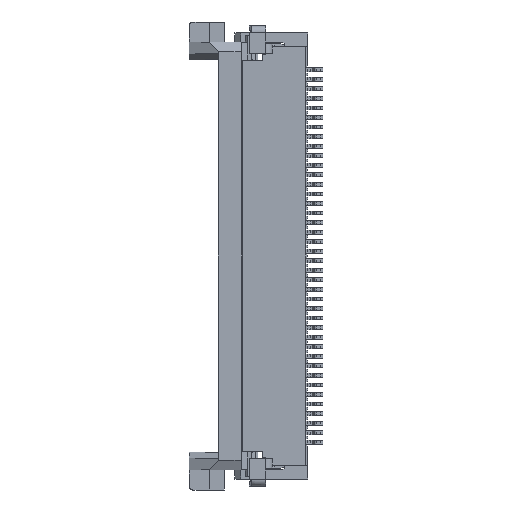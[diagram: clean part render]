
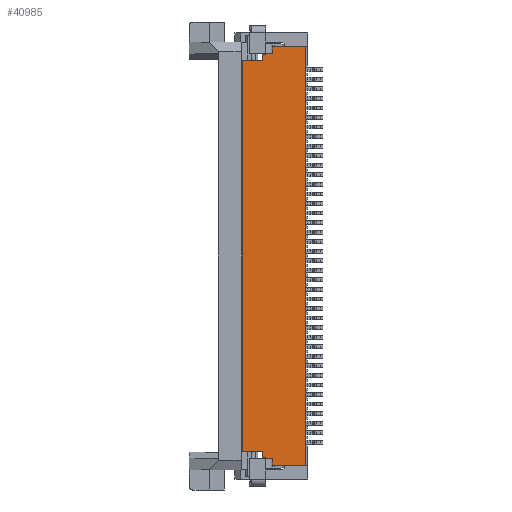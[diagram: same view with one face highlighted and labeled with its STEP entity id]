
A CAD part, left-side view. The second image highlights one B-rep face of the part: STEP entity #40985.
In plain terms, the highlighted face is planar.
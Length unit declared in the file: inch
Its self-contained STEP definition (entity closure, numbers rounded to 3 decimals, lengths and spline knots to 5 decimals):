
#499 = LINE ( 'NONE', #10574, #29162 ) ;
#631 = VECTOR ( 'NONE', #7612, 39.37008 ) ;
#1090 = EDGE_CURVE ( 'NONE', #11005, #39227, #26778, .T. ) ;
#1196 = DIRECTION ( 'NONE',  ( 0., 1., 0. ) ) ;
#1477 = CARTESIAN_POINT ( 'NONE',  ( 0.01969, 1.34843, -0.91063 ) ) ;
#1489 = VERTEX_POINT ( 'NONE', #33788 ) ;
#1577 = DIRECTION ( 'NONE',  ( 0., 1., 0. ) ) ;
#1622 = CARTESIAN_POINT ( 'NONE',  ( 0.01969, 1.34843, -0.07598 ) ) ;
#1700 = VERTEX_POINT ( 'NONE', #15986 ) ;
#1822 = LINE ( 'NONE', #4605, #631 ) ;
#1959 = VERTEX_POINT ( 'NONE', #7806 ) ;
#1999 = EDGE_CURVE ( 'NONE', #42430, #33145, #34176, .T. ) ;
#2012 = DIRECTION ( 'NONE',  ( 0., 0., 1. ) ) ;
#2219 = CARTESIAN_POINT ( 'NONE',  ( 0.01969, 1.34843, -0.08976 ) ) ;
#2615 = CARTESIAN_POINT ( 'NONE',  ( 0.01969, 1.27559, -0.92441 ) ) ;
#2784 = CARTESIAN_POINT ( 'NONE',  ( 0.01969, 1.21457, -0.96673 ) ) ;
#3350 = ORIENTED_EDGE ( 'NONE', *, *, #1090, .F. ) ;
#3550 = VERTEX_POINT ( 'NONE', #34127 ) ;
#3580 = FACE_OUTER_BOUND ( 'NONE', #27636, .T. ) ;
#3792 = VERTEX_POINT ( 'NONE', #20561 ) ;
#3882 = ORIENTED_EDGE ( 'NONE', *, *, #38355, .F. ) ;
#4431 = ORIENTED_EDGE ( 'NONE', *, *, #22377, .F. ) ;
#4435 = DIRECTION ( 'NONE',  ( 0., 0., 1. ) ) ;
#4605 = CARTESIAN_POINT ( 'NONE',  ( 0.01969, 1.26083, -0.92244 ) ) ;
#5232 = VECTOR ( 'NONE', #11565, 39.37008 ) ;
#5387 = DIRECTION ( 'NONE',  ( 0., 1., 0. ) ) ;
#5489 = CARTESIAN_POINT ( 'NONE',  ( 0.01969, 1.27312, -0.08976 ) ) ;
#6342 = VECTOR ( 'NONE', #32960, 39.37008 ) ;
#6524 = ORIENTED_EDGE ( 'NONE', *, *, #11637, .F. ) ;
#6630 = CARTESIAN_POINT ( 'NONE',  ( 0.01969, 1.34843, -0.92441 ) ) ;
#7168 = EDGE_CURVE ( 'NONE', #32811, #28701, #28063, .T. ) ;
#7612 = DIRECTION ( 'NONE',  ( 0., 0.928, -0.371 ) ) ;
#7806 = CARTESIAN_POINT ( 'NONE',  ( 0.01969, 1.21457, -0.91063 ) ) ;
#8246 = ORIENTED_EDGE ( 'NONE', *, *, #25538, .F. ) ;
#8342 = EDGE_CURVE ( 'NONE', #28701, #10576, #23171, .T. ) ;
#8350 = CARTESIAN_POINT ( 'NONE',  ( 0.01969, 1.34843, -0.93819 ) ) ;
#8477 = CARTESIAN_POINT ( 'NONE',  ( 0.01969, 1.34843, -0.10354 ) ) ;
#8587 = CARTESIAN_POINT ( 'NONE',  ( 0.01969, 1.26575, -0.08976 ) ) ;
#9461 = CARTESIAN_POINT ( 'NONE',  ( 0.01969, 1.25591, -0.92047 ) ) ;
#10017 = CARTESIAN_POINT ( 'NONE',  ( 0.01969, 1.34843, -0.96673 ) ) ;
#10026 = CARTESIAN_POINT ( 'NONE',  ( 0.01969, 1.34449, 0.07795 ) ) ;
#10542 = ORIENTED_EDGE ( 'NONE', *, *, #14005, .F. ) ;
#10574 = CARTESIAN_POINT ( 'NONE',  ( 0.01969, 1.25591, 0.07795 ) ) ;
#10576 = VERTEX_POINT ( 'NONE', #2615 ) ;
#11005 = VERTEX_POINT ( 'NONE', #40742 ) ;
#11277 = LINE ( 'NONE', #1622, #42021 ) ;
#11565 = DIRECTION ( 'NONE',  ( 0., -1., 0. ) ) ;
#11637 = EDGE_CURVE ( 'NONE', #1489, #22253, #11277, .T. ) ;
#11961 = CARTESIAN_POINT ( 'NONE',  ( 0.01969, 1.34449, -0.93819 ) ) ;
#12460 = VECTOR ( 'NONE', #4435, 39.37008 ) ;
#12843 = ORIENTED_EDGE ( 'NONE', *, *, #42202, .F. ) ;
#14005 = EDGE_CURVE ( 'NONE', #29653, #3550, #499, .T. ) ;
#14658 = VECTOR ( 'NONE', #40833, 39.37008 ) ;
#14666 = CARTESIAN_POINT ( 'NONE',  ( 0.01969, 1.25591, 0.07795 ) ) ;
#14773 = LINE ( 'NONE', #1477, #5232 ) ;
#15123 = LINE ( 'NONE', #8477, #14658 ) ;
#15567 = ORIENTED_EDGE ( 'NONE', *, *, #23372, .F. ) ;
#15642 = DIRECTION ( 'NONE',  ( 0., -1., 0. ) ) ;
#15986 = CARTESIAN_POINT ( 'NONE',  ( 0.01969, 1.27312, -0.92441 ) ) ;
#16239 = DIRECTION ( 'NONE',  ( 0., -1., 0. ) ) ;
#16429 = VERTEX_POINT ( 'NONE', #34577 ) ;
#16454 = PLANE ( 'NONE',  #26629 ) ;
#16894 = EDGE_CURVE ( 'NONE', #10576, #1700, #41793, .T. ) ;
#18460 = LINE ( 'NONE', #21880, #37396 ) ;
#18480 = ORIENTED_EDGE ( 'NONE', *, *, #38657, .F. ) ;
#18573 = CARTESIAN_POINT ( 'NONE',  ( 0.01969, 1.34449, -0.07598 ) ) ;
#19357 = CARTESIAN_POINT ( 'NONE',  ( 0.01969, 1.27559, -0.96673 ) ) ;
#19669 = EDGE_CURVE ( 'NONE', #16429, #11005, #34173, .T. ) ;
#20561 = CARTESIAN_POINT ( 'NONE',  ( 0.01969, 1.26575, -0.92441 ) ) ;
#21880 = CARTESIAN_POINT ( 'NONE',  ( 0.01969, 1.34843, -0.08976 ) ) ;
#21990 = ORIENTED_EDGE ( 'NONE', *, *, #7168, .F. ) ;
#22253 = VERTEX_POINT ( 'NONE', #18573 ) ;
#22377 = EDGE_CURVE ( 'NONE', #1700, #3792, #29282, .T. ) ;
#22579 = LINE ( 'NONE', #19357, #33712 ) ;
#22714 = DIRECTION ( 'NONE',  ( 0., 0., 1. ) ) ;
#23171 = LINE ( 'NONE', #27587, #12460 ) ;
#23372 = EDGE_CURVE ( 'NONE', #40431, #16429, #15123, .T. ) ;
#25137 = ORIENTED_EDGE ( 'NONE', *, *, #1999, .F. ) ;
#25273 = DIRECTION ( 'NONE',  ( 0., -1., 0. ) ) ;
#25447 = VECTOR ( 'NONE', #2012, 39.37008 ) ;
#25538 = EDGE_CURVE ( 'NONE', #1959, #40431, #35591, .T. ) ;
#26629 = AXIS2_PLACEMENT_3D ( 'NONE', #10017, #26722, #16239 ) ;
#26722 = DIRECTION ( 'NONE',  ( -1., 0., 0. ) ) ;
#26778 = LINE ( 'NONE', #30843, #33322 ) ;
#27587 = CARTESIAN_POINT ( 'NONE',  ( 0.01969, 1.27559, -0.96673 ) ) ;
#27636 = EDGE_LOOP ( 'NONE', ( #6524, #27938, #25137, #3882, #3350, #42091, #15567, #8246, #18480, #10542, #32577, #4431, #37289, #30024, #21990, #12843 ) ) ;
#27938 = ORIENTED_EDGE ( 'NONE', *, *, #28095, .F. ) ;
#28063 = LINE ( 'NONE', #8350, #39759 ) ;
#28066 = VECTOR ( 'NONE', #22714, 39.37008 ) ;
#28095 = EDGE_CURVE ( 'NONE', #33145, #1489, #22579, .T. ) ;
#28701 = VERTEX_POINT ( 'NONE', #41519 ) ;
#29162 = VECTOR ( 'NONE', #36715, 39.37008 ) ;
#29282 = LINE ( 'NONE', #36139, #33862 ) ;
#29653 = VERTEX_POINT ( 'NONE', #9461 ) ;
#30024 = ORIENTED_EDGE ( 'NONE', *, *, #8342, .F. ) ;
#30843 = CARTESIAN_POINT ( 'NONE',  ( 0.01969, 1.26083, -0.09173 ) ) ;
#32577 = ORIENTED_EDGE ( 'NONE', *, *, #35082, .T. ) ;
#32811 = VERTEX_POINT ( 'NONE', #11961 ) ;
#32960 = DIRECTION ( 'NONE',  ( 0., 0., -1. ) ) ;
#33145 = VERTEX_POINT ( 'NONE', #34420 ) ;
#33322 = VECTOR ( 'NONE', #37064, 39.37008 ) ;
#33712 = VECTOR ( 'NONE', #40713, 39.37008 ) ;
#33788 = CARTESIAN_POINT ( 'NONE',  ( 0.01969, 1.27559, -0.07598 ) ) ;
#33862 = VECTOR ( 'NONE', #39348, 39.37008 ) ;
#34127 = CARTESIAN_POINT ( 'NONE',  ( 0.01969, 1.25591, -0.91063 ) ) ;
#34173 = LINE ( 'NONE', #14666, #25447 ) ;
#34176 = LINE ( 'NONE', #2219, #36145 ) ;
#34420 = CARTESIAN_POINT ( 'NONE',  ( 0.01969, 1.27559, -0.08976 ) ) ;
#34577 = CARTESIAN_POINT ( 'NONE',  ( 0.01969, 1.25591, -0.10354 ) ) ;
#35082 = EDGE_CURVE ( 'NONE', #29653, #3792, #1822, .T. ) ;
#35449 = VECTOR ( 'NONE', #15642, 39.37008 ) ;
#35591 = LINE ( 'NONE', #2784, #28066 ) ;
#36139 = CARTESIAN_POINT ( 'NONE',  ( 0.01969, 1.34843, -0.92441 ) ) ;
#36145 = VECTOR ( 'NONE', #1577, 39.37008 ) ;
#36715 = DIRECTION ( 'NONE',  ( 0., 0., 1. ) ) ;
#37064 = DIRECTION ( 'NONE',  ( 0., 0.928, 0.371 ) ) ;
#37289 = ORIENTED_EDGE ( 'NONE', *, *, #16894, .F. ) ;
#37396 = VECTOR ( 'NONE', #5387, 39.37008 ) ;
#38355 = EDGE_CURVE ( 'NONE', #39227, #42430, #18460, .T. ) ;
#38381 = CARTESIAN_POINT ( 'NONE',  ( 0.01969, 1.21457, -0.10354 ) ) ;
#38657 = EDGE_CURVE ( 'NONE', #3550, #1959, #14773, .T. ) ;
#39227 = VERTEX_POINT ( 'NONE', #8587 ) ;
#39348 = DIRECTION ( 'NONE',  ( 0., -1., 0. ) ) ;
#39392 = LINE ( 'NONE', #10026, #6342 ) ;
#39759 = VECTOR ( 'NONE', #25273, 39.37008 ) ;
#40431 = VERTEX_POINT ( 'NONE', #38381 ) ;
#40713 = DIRECTION ( 'NONE',  ( 0., 0., 1. ) ) ;
#40742 = CARTESIAN_POINT ( 'NONE',  ( 0.01969, 1.25591, -0.0937 ) ) ;
#40833 = DIRECTION ( 'NONE',  ( 0., 1., 0. ) ) ;
#40985 = ADVANCED_FACE ( 'NONE', ( #3580 ), #16454, .F. ) ;
#41519 = CARTESIAN_POINT ( 'NONE',  ( 0.01969, 1.27559, -0.93819 ) ) ;
#41793 = LINE ( 'NONE', #6630, #35449 ) ;
#42021 = VECTOR ( 'NONE', #1196, 39.37008 ) ;
#42091 = ORIENTED_EDGE ( 'NONE', *, *, #19669, .F. ) ;
#42202 = EDGE_CURVE ( 'NONE', #22253, #32811, #39392, .T. ) ;
#42430 = VERTEX_POINT ( 'NONE', #5489 ) ;
